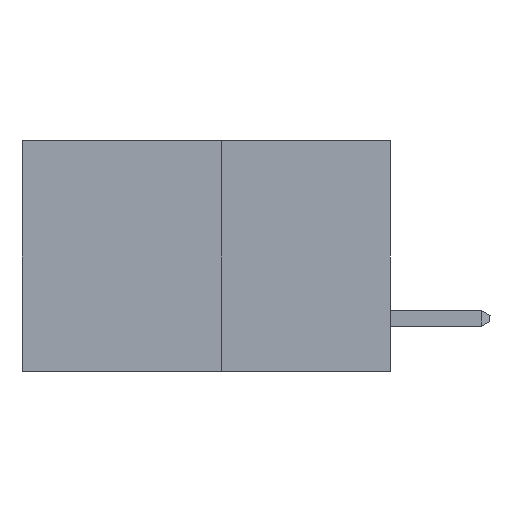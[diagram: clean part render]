
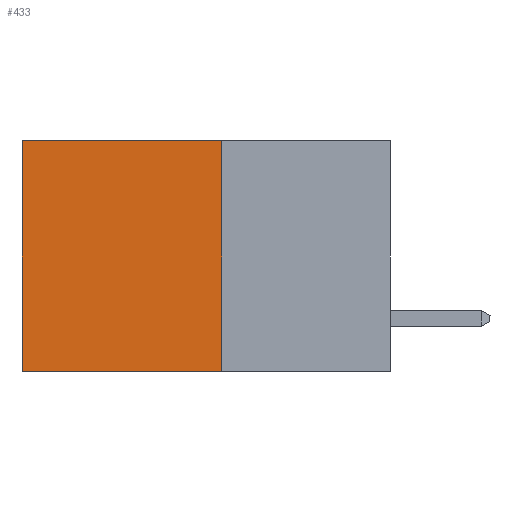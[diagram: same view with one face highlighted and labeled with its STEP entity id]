
A CAD part, left-side view. The second image highlights one B-rep face of the part: STEP entity #433.
In plain terms, the highlighted planar face has unit normal (-1, 0, 0).
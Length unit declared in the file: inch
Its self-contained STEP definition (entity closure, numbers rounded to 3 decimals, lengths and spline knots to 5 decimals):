
#101 = CARTESIAN_POINT ( 'NONE',  ( 0.277, 0.27, -0.37 ) ) ;
#105 = EDGE_CURVE ( 'NONE', #3812, #9077, #1043, .T. ) ;
#431 = DIRECTION ( 'NONE',  ( 0., 1., 0. ) ) ;
#433 = ADVANCED_FACE ( 'NONE', ( #8345 ), #9839, .F. ) ;
#632 = ORIENTED_EDGE ( 'NONE', *, *, #1438, .F. ) ;
#1043 = LINE ( 'NONE', #10187, #11375 ) ;
#1438 = EDGE_CURVE ( 'NONE', #9077, #10468, #1984, .T. ) ;
#1709 = CARTESIAN_POINT ( 'NONE',  ( 0.277, 0.27, 0. ) ) ;
#1984 = LINE ( 'NONE', #9847, #7015 ) ;
#2522 = CARTESIAN_POINT ( 'NONE',  ( 0.277, 0.59, -0.37 ) ) ;
#2610 = ORIENTED_EDGE ( 'NONE', *, *, #12606, .T. ) ;
#3812 = VERTEX_POINT ( 'NONE', #1709 ) ;
#3853 = VECTOR ( 'NONE', #10604, 39.37008 ) ;
#4261 = CARTESIAN_POINT ( 'NONE',  ( 0.277, 0.59, 0. ) ) ;
#4455 = DIRECTION ( 'NONE',  ( 0., 0., -1. ) ) ;
#4532 = ORIENTED_EDGE ( 'NONE', *, *, #105, .F. ) ;
#5591 = DIRECTION ( 'NONE',  ( 0., 0., -1. ) ) ;
#5964 = CARTESIAN_POINT ( 'NONE',  ( 0.277, 0.59, -0.37 ) ) ;
#6564 = EDGE_CURVE ( 'NONE', #10606, #10468, #7520, .T. ) ;
#6873 = EDGE_LOOP ( 'NONE', ( #10691, #632, #4532, #2610 ) ) ;
#7015 = VECTOR ( 'NONE', #431, 39.37008 ) ;
#7217 = AXIS2_PLACEMENT_3D ( 'NONE', #9096, #10574, #4455 ) ;
#7520 = LINE ( 'NONE', #5964, #12368 ) ;
#8345 = FACE_OUTER_BOUND ( 'NONE', #6873, .T. ) ;
#8485 = LINE ( 'NONE', #9628, #3853 ) ;
#9077 = VERTEX_POINT ( 'NONE', #101 ) ;
#9096 = CARTESIAN_POINT ( 'NONE',  ( 0.277, 0.27, -0.37 ) ) ;
#9628 = CARTESIAN_POINT ( 'NONE',  ( 0.277, 0.27, 0. ) ) ;
#9839 = PLANE ( 'NONE',  #7217 ) ;
#9847 = CARTESIAN_POINT ( 'NONE',  ( 0.277, 0.27, -0.37 ) ) ;
#10187 = CARTESIAN_POINT ( 'NONE',  ( 0.277, 0.27, -0.37 ) ) ;
#10468 = VERTEX_POINT ( 'NONE', #2522 ) ;
#10574 = DIRECTION ( 'NONE',  ( 1., 0., 0. ) ) ;
#10604 = DIRECTION ( 'NONE',  ( 0., 1., 0. ) ) ;
#10606 = VERTEX_POINT ( 'NONE', #4261 ) ;
#10691 = ORIENTED_EDGE ( 'NONE', *, *, #6564, .T. ) ;
#11375 = VECTOR ( 'NONE', #5591, 39.37008 ) ;
#12368 = VECTOR ( 'NONE', #12373, 39.37008 ) ;
#12373 = DIRECTION ( 'NONE',  ( 0., 0., -1. ) ) ;
#12606 = EDGE_CURVE ( 'NONE', #3812, #10606, #8485, .T. ) ;
